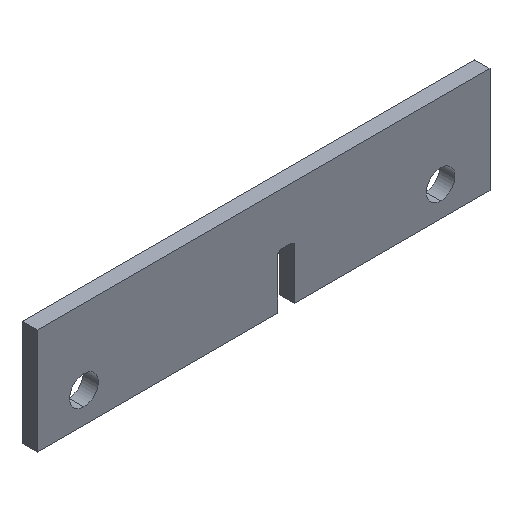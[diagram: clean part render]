
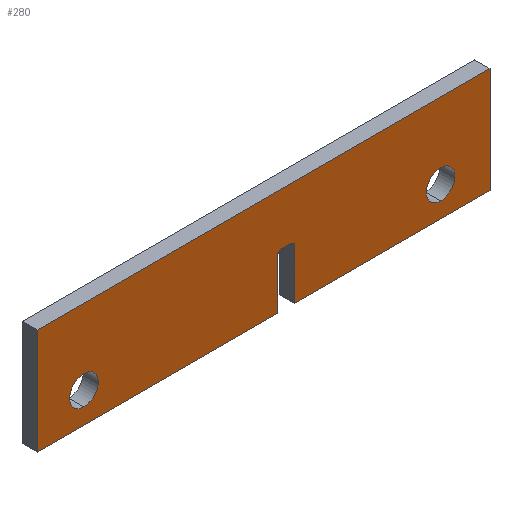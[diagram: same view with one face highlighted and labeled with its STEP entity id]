
A CAD part, isometric view. The second image highlights one B-rep face of the part: STEP entity #280.
In plain terms, the highlighted planar face has unit normal (0, -1, 0).
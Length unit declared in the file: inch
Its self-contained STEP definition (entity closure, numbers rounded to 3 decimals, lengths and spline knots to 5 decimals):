
#3 = LINE ( 'NONE', #124, #190 ) ;
#6 = AXIS2_PLACEMENT_3D ( 'NONE', #391, #347, #435 ) ;
#8 = CARTESIAN_POINT ( 'NONE',  ( 97.405, 4.55906, 11.48177 ) ) ;
#10 = CARTESIAN_POINT ( 'NONE',  ( 89., 4.55906, 9.82677 ) ) ;
#13 = CARTESIAN_POINT ( 'NONE',  ( 104., 4.55906, 13.32677 ) ) ;
#19 = DIRECTION ( 'NONE',  ( 0., 1., 0. ) ) ;
#27 = VERTEX_POINT ( 'NONE', #308 ) ;
#38 = PLANE ( 'NONE',  #77 ) ;
#39 = VERTEX_POINT ( 'NONE', #513 ) ;
#40 = EDGE_CURVE ( 'NONE', #81, #27, #516, .T. ) ;
#49 = LINE ( 'NONE', #145, #76 ) ;
#50 = CARTESIAN_POINT ( 'NONE',  ( 97.405, 4.55906, 11.60677 ) ) ;
#54 = EDGE_CURVE ( 'NONE', #129, #159, #171, .T. ) ;
#61 = CARTESIAN_POINT ( 'NONE',  ( 89., 4.55906, 9.82677 ) ) ;
#71 = CARTESIAN_POINT ( 'NONE',  ( 97.53, 4.55906, 9.82677 ) ) ;
#75 = ORIENTED_EDGE ( 'NONE', *, *, #201, .T. ) ;
#76 = VECTOR ( 'NONE', #448, 39.37008 ) ;
#77 = AXIS2_PLACEMENT_3D ( 'NONE', #378, #156, #334 ) ;
#78 = LINE ( 'NONE', #458, #410 ) ;
#79 = VERTEX_POINT ( 'NONE', #521 ) ;
#81 = VERTEX_POINT ( 'NONE', #61 ) ;
#84 = ORIENTED_EDGE ( 'NONE', *, *, #434, .T. ) ;
#87 = EDGE_CURVE ( 'NONE', #405, #500, #438, .T. ) ;
#89 = VERTEX_POINT ( 'NONE', #429 ) ;
#91 = DIRECTION ( 'NONE',  ( 0., 1., 0. ) ) ;
#92 = CIRCLE ( 'NONE', #176, 0.475 ) ;
#95 = EDGE_CURVE ( 'NONE', #81, #409, #49, .T. ) ;
#115 = FACE_OUTER_BOUND ( 'NONE', #477, .T. ) ;
#120 = ORIENTED_EDGE ( 'NONE', *, *, #40, .T. ) ;
#124 = CARTESIAN_POINT ( 'NONE',  ( 97.5, 4.55906, 11.60677 ) ) ;
#129 = VERTEX_POINT ( 'NONE', #71 ) ;
#133 = CARTESIAN_POINT ( 'NONE',  ( 102.3622, 4.55906, 11.30177 ) ) ;
#141 = EDGE_CURVE ( 'NONE', #329, #490, #142, .T. ) ;
#142 = CIRCLE ( 'NONE', #228, 0.475 ) ;
#145 = CARTESIAN_POINT ( 'NONE',  ( 89., 4.55906, 9.82677 ) ) ;
#147 = CARTESIAN_POINT ( 'NONE',  ( 104., 4.55906, 9.82677 ) ) ;
#149 = ORIENTED_EDGE ( 'NONE', *, *, #95, .F. ) ;
#156 = DIRECTION ( 'NONE',  ( 0., -1., 0. ) ) ;
#159 = VERTEX_POINT ( 'NONE', #523 ) ;
#160 = CIRCLE ( 'NONE', #468, 0.475 ) ;
#161 = CARTESIAN_POINT ( 'NONE',  ( 102.3622, 4.55906, 10.35177 ) ) ;
#163 = CARTESIAN_POINT ( 'NONE',  ( 89., 4.55906, 13.32677 ) ) ;
#164 = ORIENTED_EDGE ( 'NONE', *, *, #536, .T. ) ;
#166 = LINE ( 'NONE', #163, #439 ) ;
#169 = CIRCLE ( 'NONE', #266, 0.475 ) ;
#171 = LINE ( 'NONE', #10, #533 ) ;
#176 = AXIS2_PLACEMENT_3D ( 'NONE', #397, #19, #482 ) ;
#186 = DIRECTION ( 'NONE',  ( 0., 1., 0. ) ) ;
#190 = VECTOR ( 'NONE', #412, 39.37008 ) ;
#199 = ORIENTED_EDGE ( 'NONE', *, *, #337, .T. ) ;
#201 = EDGE_CURVE ( 'NONE', #89, #39, #92, .T. ) ;
#202 = CARTESIAN_POINT ( 'NONE',  ( 97.53, 4.55906, 9.82677 ) ) ;
#204 = FACE_BOUND ( 'NONE', #451, .T. ) ;
#205 = EDGE_CURVE ( 'NONE', #39, #89, #160, .T. ) ;
#222 = DIRECTION ( 'NONE',  ( 1., 0., 0. ) ) ;
#224 = CARTESIAN_POINT ( 'NONE',  ( 90.55118, 4.55906, 10.82677 ) ) ;
#228 = AXIS2_PLACEMENT_3D ( 'NONE', #526, #452, #480 ) ;
#234 = DIRECTION ( 'NONE',  ( 0., 0., 1. ) ) ;
#238 = ORIENTED_EDGE ( 'NONE', *, *, #298, .F. ) ;
#240 = AXIS2_PLACEMENT_3D ( 'NONE', #8, #91, #259 ) ;
#245 = DIRECTION ( 'NONE',  ( 0., 0., 1. ) ) ;
#259 = DIRECTION ( 'NONE',  ( 0., 0., -1. ) ) ;
#261 = CARTESIAN_POINT ( 'NONE',  ( 97.53, 4.55906, 11.48177 ) ) ;
#263 = EDGE_CURVE ( 'NONE', #79, #405, #3, .T. ) ;
#265 = DIRECTION ( 'NONE',  ( 1., 0., 0. ) ) ;
#266 = AXIS2_PLACEMENT_3D ( 'NONE', #473, #350, #467 ) ;
#268 = LINE ( 'NONE', #147, #342 ) ;
#280 = ADVANCED_FACE ( 'NONE', ( #204, #417, #115 ), #38, .T. ) ;
#284 = VECTOR ( 'NONE', #265, 39.37008 ) ;
#297 = ORIENTED_EDGE ( 'NONE', *, *, #141, .T. ) ;
#298 = EDGE_CURVE ( 'NONE', #409, #367, #166, .T. ) ;
#308 = CARTESIAN_POINT ( 'NONE',  ( 96.97, 4.55906, 9.82677 ) ) ;
#316 = EDGE_CURVE ( 'NONE', #500, #129, #344, .T. ) ;
#329 = VERTEX_POINT ( 'NONE', #161 ) ;
#334 = DIRECTION ( 'NONE',  ( 0., 0., -1. ) ) ;
#337 = EDGE_CURVE ( 'NONE', #27, #425, #78, .T. ) ;
#342 = VECTOR ( 'NONE', #234, 39.37008 ) ;
#343 = CIRCLE ( 'NONE', #6, 0.125 ) ;
#344 = LINE ( 'NONE', #202, #476 ) ;
#347 = DIRECTION ( 'NONE',  ( 0., 1., 0. ) ) ;
#350 = DIRECTION ( 'NONE',  ( 0., 1., 0. ) ) ;
#351 = CARTESIAN_POINT ( 'NONE',  ( 89., 4.55906, 9.82677 ) ) ;
#355 = CARTESIAN_POINT ( 'NONE',  ( 89., 4.55906, 13.32677 ) ) ;
#367 = VERTEX_POINT ( 'NONE', #13 ) ;
#372 = ORIENTED_EDGE ( 'NONE', *, *, #54, .T. ) ;
#376 = EDGE_CURVE ( 'NONE', #490, #329, #169, .T. ) ;
#378 = CARTESIAN_POINT ( 'NONE',  ( 89., 4.55906, 9.82677 ) ) ;
#391 = CARTESIAN_POINT ( 'NONE',  ( 97.095, 4.55906, 11.48177 ) ) ;
#397 = CARTESIAN_POINT ( 'NONE',  ( 90.55118, 4.55906, 10.82677 ) ) ;
#402 = ORIENTED_EDGE ( 'NONE', *, *, #205, .T. ) ;
#405 = VERTEX_POINT ( 'NONE', #50 ) ;
#409 = VERTEX_POINT ( 'NONE', #355 ) ;
#410 = VECTOR ( 'NONE', #245, 39.37008 ) ;
#412 = DIRECTION ( 'NONE',  ( 1., 0., 0. ) ) ;
#417 = FACE_BOUND ( 'NONE', #498, .T. ) ;
#425 = VERTEX_POINT ( 'NONE', #465 ) ;
#429 = CARTESIAN_POINT ( 'NONE',  ( 90.55118, 4.55906, 10.35177 ) ) ;
#434 = EDGE_CURVE ( 'NONE', #425, #79, #343, .T. ) ;
#435 = DIRECTION ( 'NONE',  ( 0., 0., -1. ) ) ;
#438 = CIRCLE ( 'NONE', #240, 0.125 ) ;
#439 = VECTOR ( 'NONE', #542, 39.37008 ) ;
#446 = ORIENTED_EDGE ( 'NONE', *, *, #263, .T. ) ;
#448 = DIRECTION ( 'NONE',  ( 0., 0., 1. ) ) ;
#451 = EDGE_LOOP ( 'NONE', ( #297, #508 ) ) ;
#452 = DIRECTION ( 'NONE',  ( 0., 1., 0. ) ) ;
#458 = CARTESIAN_POINT ( 'NONE',  ( 96.97, 4.55906, 11.57677 ) ) ;
#459 = ORIENTED_EDGE ( 'NONE', *, *, #316, .T. ) ;
#461 = DIRECTION ( 'NONE',  ( 0., 0., -1. ) ) ;
#465 = CARTESIAN_POINT ( 'NONE',  ( 96.97, 4.55906, 11.48177 ) ) ;
#467 = DIRECTION ( 'NONE',  ( 0., 0., -1. ) ) ;
#468 = AXIS2_PLACEMENT_3D ( 'NONE', #224, #186, #491 ) ;
#473 = CARTESIAN_POINT ( 'NONE',  ( 102.3622, 4.55906, 10.82677 ) ) ;
#476 = VECTOR ( 'NONE', #461, 39.37008 ) ;
#477 = EDGE_LOOP ( 'NONE', ( #446, #538, #459, #372, #164, #238, #149, #120, #199, #84 ) ) ;
#480 = DIRECTION ( 'NONE',  ( 0., 0., -1. ) ) ;
#482 = DIRECTION ( 'NONE',  ( 0., 0., -1. ) ) ;
#490 = VERTEX_POINT ( 'NONE', #133 ) ;
#491 = DIRECTION ( 'NONE',  ( 0., 0., -1. ) ) ;
#498 = EDGE_LOOP ( 'NONE', ( #75, #402 ) ) ;
#500 = VERTEX_POINT ( 'NONE', #261 ) ;
#508 = ORIENTED_EDGE ( 'NONE', *, *, #376, .T. ) ;
#513 = CARTESIAN_POINT ( 'NONE',  ( 90.55118, 4.55906, 11.30177 ) ) ;
#516 = LINE ( 'NONE', #351, #284 ) ;
#521 = CARTESIAN_POINT ( 'NONE',  ( 97.095, 4.55906, 11.60677 ) ) ;
#523 = CARTESIAN_POINT ( 'NONE',  ( 104., 4.55906, 9.82677 ) ) ;
#526 = CARTESIAN_POINT ( 'NONE',  ( 102.3622, 4.55906, 10.82677 ) ) ;
#533 = VECTOR ( 'NONE', #222, 39.37008 ) ;
#536 = EDGE_CURVE ( 'NONE', #159, #367, #268, .T. ) ;
#538 = ORIENTED_EDGE ( 'NONE', *, *, #87, .T. ) ;
#542 = DIRECTION ( 'NONE',  ( 1., 0., 0. ) ) ;
